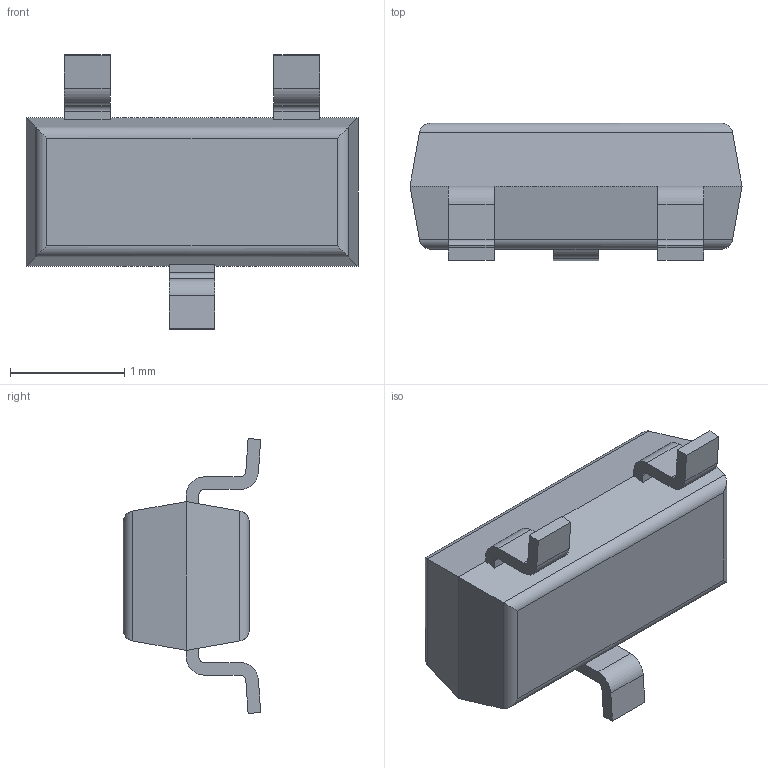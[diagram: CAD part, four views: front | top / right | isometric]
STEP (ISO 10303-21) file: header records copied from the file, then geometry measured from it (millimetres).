
FILE_DESCRIPTION (( 'STEP AP214' ), '1' );
FILE_NAME ('BZX84C3V3-7-F.STEP', '2018-09-12T07:13:28', ( '' ), ( '' ), 'SwSTEP 2.0', 'SolidWorks 2017', '' );
FILE_SCHEMA (( 'AUTOMOTIVE_DESIGN' ));
Length unit declared in the file: millimetre
Products named in the file (1): BZX84C3V3-7-F
Bounding box: 2.9 x 1.2 x 2.4 mm (x, y, z)
Volume: 3.8 mm3; surface area: 17.8 mm2
Topology: 4 solids, 4 shells, 60 faces, 144 edges, 92 vertices
Faces by surface type: plane 40, cylinder 20
Entity records: 2085 total; most frequent: CARTESIAN_POINT 321, ORIENTED_EDGE 288, DIRECTION 282, EDGE_CURVE 144, VECTOR 112, LINE 112, VERTEX_POINT 92, AXIS2_PLACEMENT_3D 85
